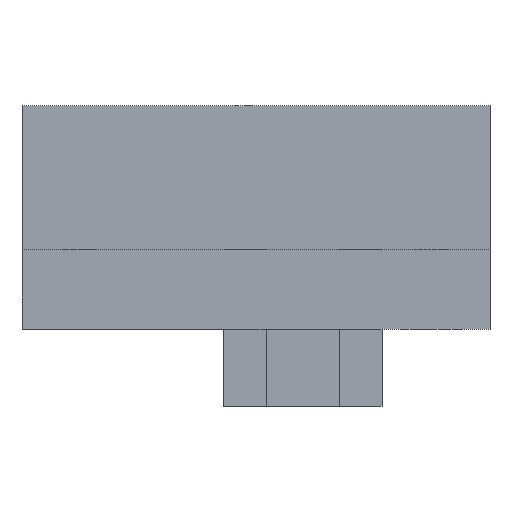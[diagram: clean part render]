
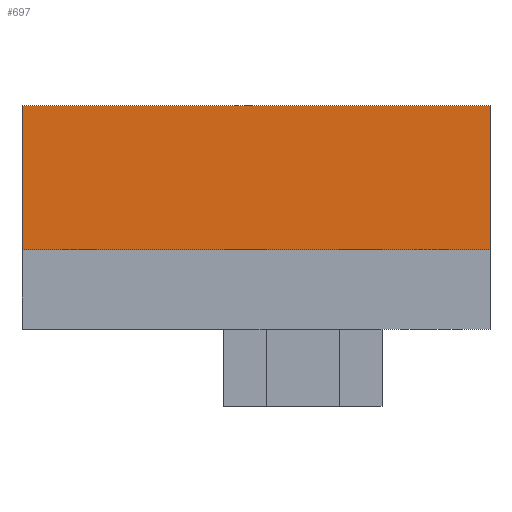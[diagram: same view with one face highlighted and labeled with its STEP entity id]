
A CAD part, front view. The second image highlights one B-rep face of the part: STEP entity #697.
In plain terms, the highlighted planar face has unit normal (0, -1, 0).
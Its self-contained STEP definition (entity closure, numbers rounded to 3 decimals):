
#25=PLANE('',#766);
#63=FACE_OUTER_BOUND('',#101,.T.);
#101=EDGE_LOOP('',(#513,#514,#515,#516));
#149=LINE('',#1022,#235);
#150=LINE('',#1024,#236);
#151=LINE('',#1026,#237);
#152=LINE('',#1027,#238);
#235=VECTOR('',#840,10.);
#236=VECTOR('',#841,10.);
#237=VECTOR('',#842,10.);
#238=VECTOR('',#843,10.);
#335=VERTEX_POINT('',#1020);
#336=VERTEX_POINT('',#1021);
#337=VERTEX_POINT('',#1023);
#338=VERTEX_POINT('',#1025);
#405=EDGE_CURVE('',#335,#336,#149,.T.);
#406=EDGE_CURVE('',#335,#337,#150,.T.);
#407=EDGE_CURVE('',#338,#337,#151,.T.);
#408=EDGE_CURVE('',#336,#338,#152,.T.);
#513=ORIENTED_EDGE('',*,*,#405,.F.);
#514=ORIENTED_EDGE('',*,*,#406,.T.);
#515=ORIENTED_EDGE('',*,*,#407,.F.);
#516=ORIENTED_EDGE('',*,*,#408,.F.);
#697=ADVANCED_FACE('',(#63),#25,.T.);
#766=AXIS2_PLACEMENT_3D('',#1019,#838,#839);
#838=DIRECTION('center_axis',(0.,-1.,0.));
#839=DIRECTION('ref_axis',(1.,0.,0.));
#840=DIRECTION('',(-1.,0.,0.));
#841=DIRECTION('',(0.,0.,1.));
#842=DIRECTION('',(1.,0.,0.));
#843=DIRECTION('',(0.,0.,1.));
#1019=CARTESIAN_POINT('Origin',(-39.,15.,21.7));
#1020=CARTESIAN_POINT('',(26.,15.,21.7));
#1021=CARTESIAN_POINT('',(-39.,15.,21.7));
#1022=CARTESIAN_POINT('',(-22.75,15.,21.7));
#1023=CARTESIAN_POINT('',(26.,15.,41.7));
#1024=CARTESIAN_POINT('',(26.,15.,21.7));
#1025=CARTESIAN_POINT('',(-39.,15.,41.7));
#1026=CARTESIAN_POINT('',(-39.,15.,41.7));
#1027=CARTESIAN_POINT('',(-39.,15.,21.7));
